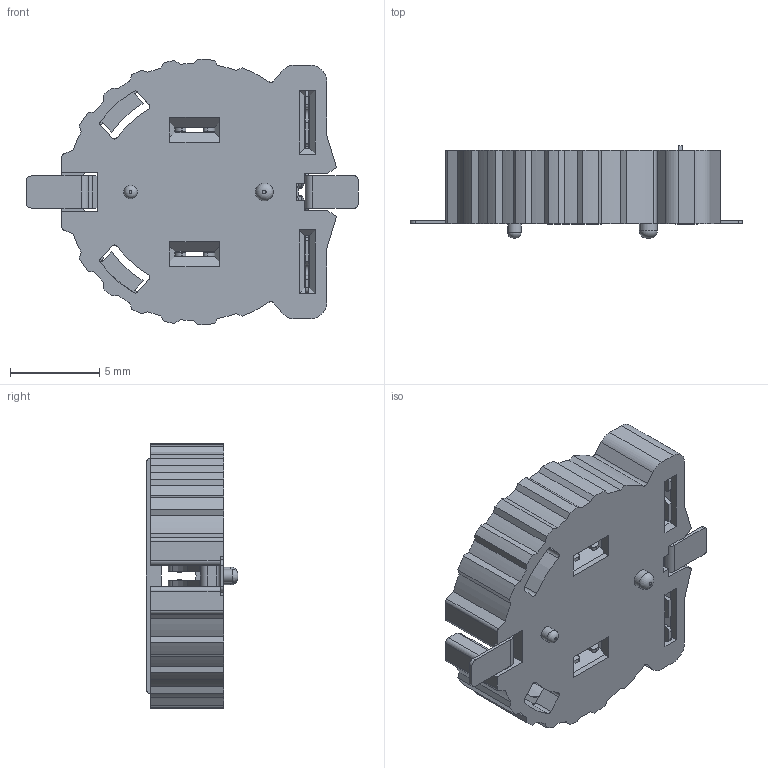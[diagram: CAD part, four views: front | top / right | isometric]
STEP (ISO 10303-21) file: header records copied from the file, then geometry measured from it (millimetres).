
FILE_DESCRIPTION (( 'STEP AP203' ), '1' );
FILE_NAME ('BS-1220-2 正极改结构与负极加宽.STEP', '2023-04-13T08:06:06', ( '' ), ( '' ), 'SwSTEP 2.0', 'SolidWorks 2017', '' );
FILE_SCHEMA (( 'CONFIG_CONTROL_DESIGN' ));
Length unit declared in the file: millimetre
Products named in the file (4): BS-1220-2 蛹憤え_樓遵; BS-1220-2 淏憤え_蜊賦凳-蚾; BS-1220-2 正极改结构与负极加宽; BS-1220-2 價釱-k
Assembly tree (3 placements, depth 2):
  BS-1220-2 正极改结构与负极加宽
    BS-1220-2 價釱-k
    BS-1220-2 蛹憤え_樓遵
    BS-1220-2 淏憤え_蜊賦凳-蚾
Bounding box: 18.6 x 5.15 x 14.89 mm (x, y, z)
Volume: 346.5 mm3; surface area: 997.1 mm2
Topology: 3 solids, 3 shells, 547 faces, 1452 edges, 906 vertices
Faces by surface type: plane 363, cylinder 160, cone 8, torus 8, bspline 8
Full cylindrical faces by diameter (mm): 0.75 x1, 1 x1
Entity records: 17223 total; most frequent: CARTESIAN_POINT 3157, ORIENTED_EDGE 2892, DIRECTION 2825, EDGE_CURVE 1446, LINE 1037, VECTOR 1037, VERTEX_POINT 904, AXIS2_PLACEMENT_3D 894
